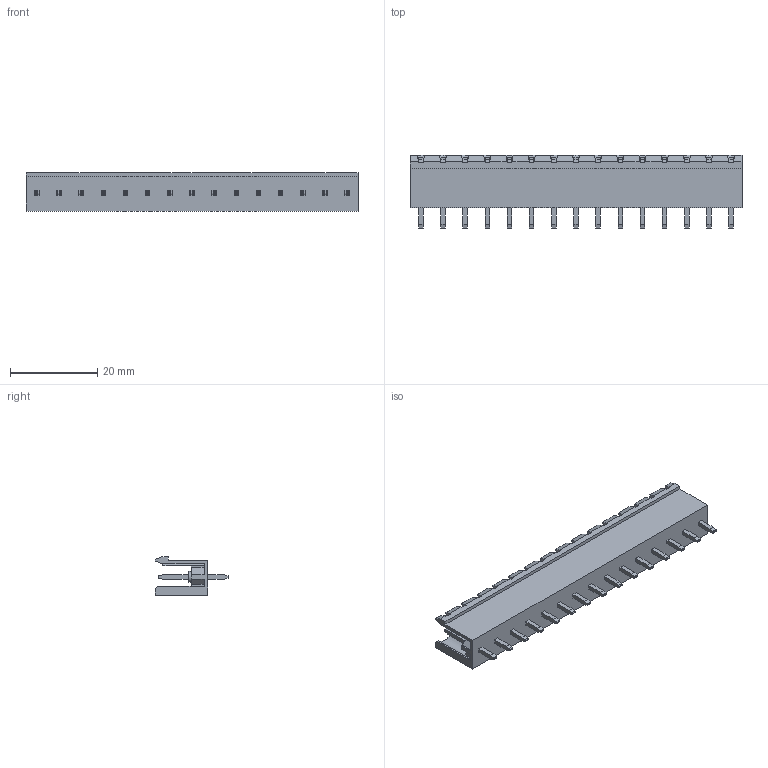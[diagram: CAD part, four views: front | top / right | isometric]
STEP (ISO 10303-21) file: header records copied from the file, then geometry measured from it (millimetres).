
FILE_DESCRIPTION (( 'STEP AP203' ), '1' );
FILE_NAME ('SOKETLI BASKILI DEVRE KLEMENSI - 5,08 MM ERKEK 180 AÇIK - 15 LI.STEP', '2018-09-11T14:10:43', ( 'user' ), ( '' ), 'SwSTEP 2.0', 'SolidWorks 2016', '' );
FILE_SCHEMA (( 'CONFIG_CONTROL_DESIGN' ));
Length unit declared in the file: millimetre
Products named in the file (1): SOKETLI BASKILI DEVRE KLEMENSI - 5,08 MM ERKEK 180 AÇIK - 15 LI
Bounding box: 76.09 x 16.8 x 8.8 mm (x, y, z)
Volume: 3531.9 mm3; surface area: 6366.5 mm2
Topology: 1 solids, 1 shells, 769 faces, 2091 edges, 1384 vertices
Faces by surface type: plane 619, cylinder 135, cone 15
Entity records: 24107 total; most frequent: CARTESIAN_POINT 4335, ORIENTED_EDGE 4182, DIRECTION 3916, EDGE_CURVE 2091, VECTOR 1746, LINE 1746, VERTEX_POINT 1384, AXIS2_PLACEMENT_3D 1085
